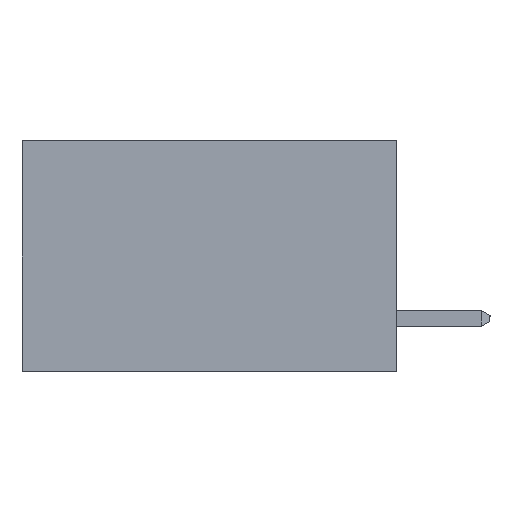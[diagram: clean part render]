
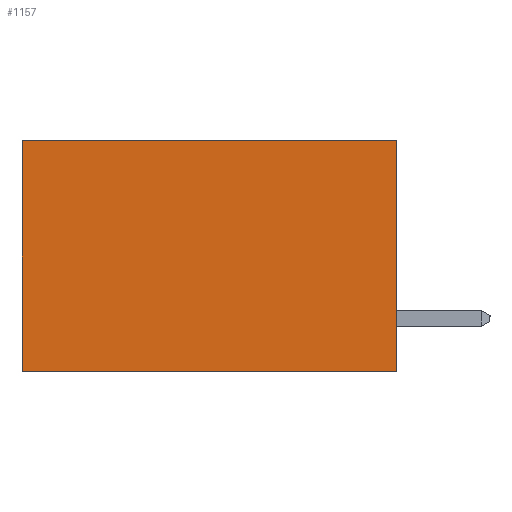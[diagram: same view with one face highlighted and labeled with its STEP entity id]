
A CAD part, left-side view. The second image highlights one B-rep face of the part: STEP entity #1157.
In plain terms, the highlighted planar face has unit normal (-1, 0, 0).
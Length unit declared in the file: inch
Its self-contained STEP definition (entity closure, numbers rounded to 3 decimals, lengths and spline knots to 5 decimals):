
#363 = CARTESIAN_POINT ( 'NONE',  ( 0.2615, 0., -0.37 ) ) ;
#533 = VECTOR ( 'NONE', #13230, 39.37008 ) ;
#837 = ORIENTED_EDGE ( 'NONE', *, *, #16150, .F. ) ;
#1135 = LINE ( 'NONE', #11214, #533 ) ;
#1157 = ADVANCED_FACE ( 'NONE', ( #2214 ), #18016, .F. ) ;
#1719 = EDGE_LOOP ( 'NONE', ( #17302, #837, #2194, #17743 ) ) ;
#1779 = VERTEX_POINT ( 'NONE', #2231 ) ;
#2194 = ORIENTED_EDGE ( 'NONE', *, *, #5523, .F. ) ;
#2214 = FACE_OUTER_BOUND ( 'NONE', #1719, .T. ) ;
#2231 = CARTESIAN_POINT ( 'NONE',  ( 0.2615, 0., 0. ) ) ;
#2798 = VECTOR ( 'NONE', #11401, 39.37008 ) ;
#4181 = LINE ( 'NONE', #22526, #24446 ) ;
#4947 = DIRECTION ( 'NONE',  ( 0., 0., -1. ) ) ;
#5117 = CARTESIAN_POINT ( 'NONE',  ( 0.2615, 0., -0.37 ) ) ;
#5523 = EDGE_CURVE ( 'NONE', #1779, #8806, #4181, .T. ) ;
#6275 = DIRECTION ( 'NONE',  ( 1., 0., 0. ) ) ;
#7447 = VERTEX_POINT ( 'NONE', #9041 ) ;
#8712 = DIRECTION ( 'NONE',  ( 0., 0., -1. ) ) ;
#8806 = VERTEX_POINT ( 'NONE', #5117 ) ;
#9041 = CARTESIAN_POINT ( 'NONE',  ( 0.2615, 0.6, 0. ) ) ;
#11214 = CARTESIAN_POINT ( 'NONE',  ( 0.2615, 0., -0.37 ) ) ;
#11401 = DIRECTION ( 'NONE',  ( 0., 1., 0. ) ) ;
#13230 = DIRECTION ( 'NONE',  ( 0., 1., 0. ) ) ;
#14545 = CARTESIAN_POINT ( 'NONE',  ( 0.2615, 0.6, -0.37 ) ) ;
#14759 = VECTOR ( 'NONE', #8712, 39.37008 ) ;
#15102 = EDGE_CURVE ( 'NONE', #7447, #25325, #18738, .T. ) ;
#16150 = EDGE_CURVE ( 'NONE', #8806, #25325, #1135, .T. ) ;
#17302 = ORIENTED_EDGE ( 'NONE', *, *, #15102, .T. ) ;
#17743 = ORIENTED_EDGE ( 'NONE', *, *, #23676, .T. ) ;
#18016 = PLANE ( 'NONE',  #18493 ) ;
#18493 = AXIS2_PLACEMENT_3D ( 'NONE', #363, #6275, #19990 ) ;
#18738 = LINE ( 'NONE', #14545, #14759 ) ;
#19208 = CARTESIAN_POINT ( 'NONE',  ( 0.2615, 0., 0. ) ) ;
#19622 = CARTESIAN_POINT ( 'NONE',  ( 0.2615, 0.6, -0.37 ) ) ;
#19990 = DIRECTION ( 'NONE',  ( 0., 0., -1. ) ) ;
#22526 = CARTESIAN_POINT ( 'NONE',  ( 0.2615, 0., -0.37 ) ) ;
#23649 = LINE ( 'NONE', #19208, #2798 ) ;
#23676 = EDGE_CURVE ( 'NONE', #1779, #7447, #23649, .T. ) ;
#24446 = VECTOR ( 'NONE', #4947, 39.37008 ) ;
#25325 = VERTEX_POINT ( 'NONE', #19622 ) ;
